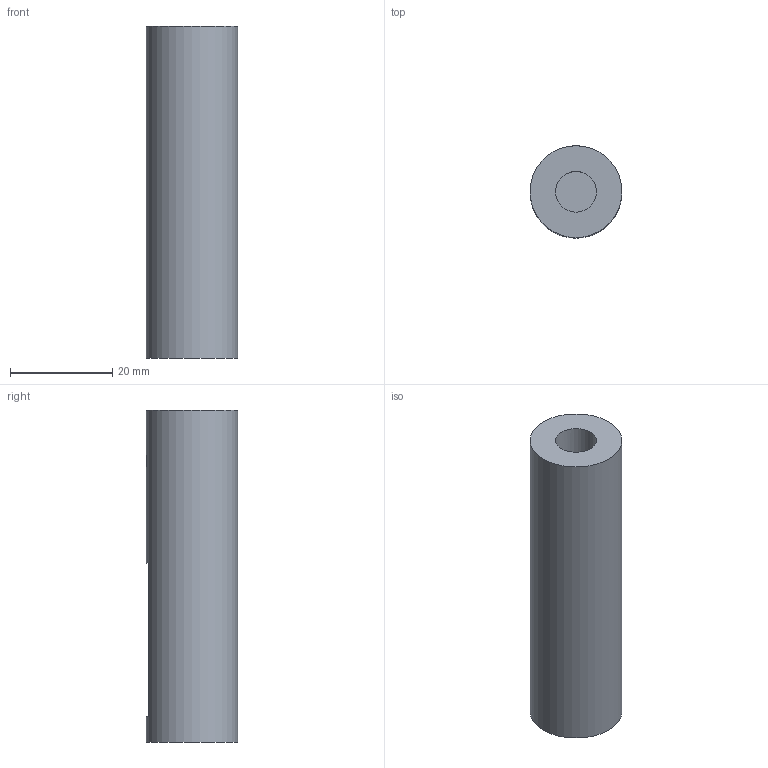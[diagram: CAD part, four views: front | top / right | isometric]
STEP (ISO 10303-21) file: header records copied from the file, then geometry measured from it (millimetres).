
FILE_DESCRIPTION(/* description */ ('Alibre Inc.'),/* implementation_level */ '2;1');
FILE_NAME(/* name */ 'export0',/* time_stamp */ '2021-01-14T10:06:35+01:00',/* author */ (''),/* organization */ (''),/* preprocessor_version */ 'ST-DEVELOPER v14',/* originating_system */ 'Alibre',/* authorisation */ '');
FILE_SCHEMA (('CONFIG_CONTROL_DESIGN'));
Length unit declared in the file: centimetre
Products named in the file (1): ID_1
Bounding box: 18 x 18 x 65 mm (x, y, z)
Volume: 14885 mm3; surface area: 4941.6 mm2
Topology: 1 solids, 1 shells, 11 faces, 23 edges, 16 vertices
Faces by surface type: plane 8, cylinder 3
Full cylindrical faces by diameter (mm): 3.242 x1, 8 x1, 18 x1
Entity records: 449 total; most frequent: CARTESIAN_POINT 144, ORIENTED_EDGE 38, DIRECTION 36, EDGE_CURVE 19, EDGE_LOOP 18, FACE_BOUND 18, AXIS2_PLACEMENT_3D 17, VERTEX_POINT 15
